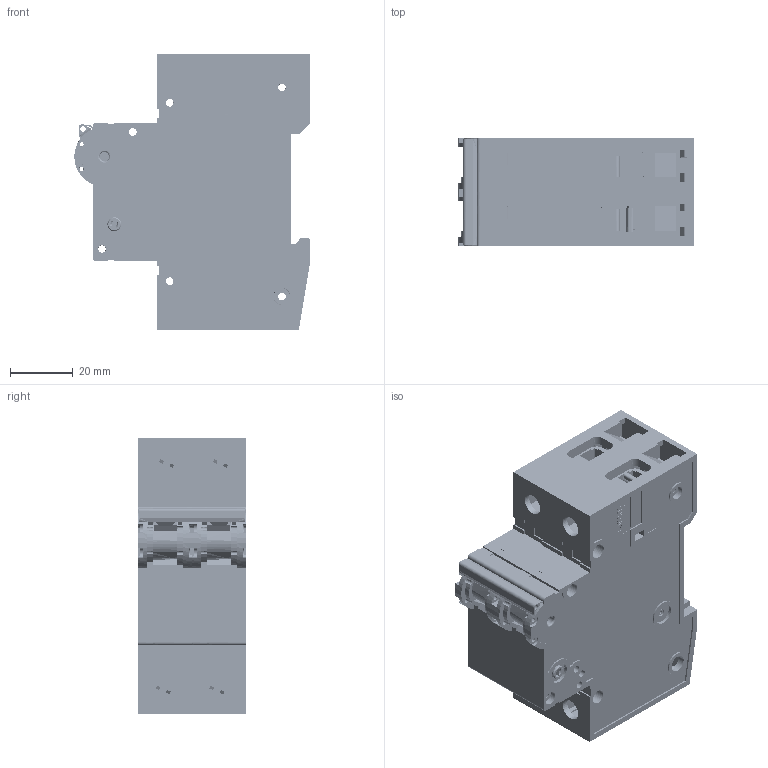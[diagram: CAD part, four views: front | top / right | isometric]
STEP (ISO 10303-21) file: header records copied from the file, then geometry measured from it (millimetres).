
FILE_DESCRIPTION(('FreeCAD Model'),'2;1');
FILE_NAME('Open CASCADE Shape Model','2025-05-09T17:25:42',('FreeCAD'),( 'FreeCAD'),'Open CASCADE STEP processor 7.6','FreeCAD','Unknown');
FILE_SCHEMA(('AUTOMOTIVE_DESIGN { 1 0 10303 214 1 1 1 1 }'));
Products named in the file (1): Open CASCADE STEP translator 7.6 1
Bounding box: 74.67 x 34.17 x 87.87 mm (x, y, z)
Volume: 82762 mm3; surface area: 113531.3 mm2
Topology: 67 solids, 67 shells, 6585 faces, 17701 edges, 11422 vertices
Faces by surface type: bspline 6585
Entity records: 204994 total; most frequent: CARTESIAN_POINT 100593, ORIENTED_EDGE 35402, EDGE_CURVE 17701, B_SPLINE_CURVE_WITH_KNOTS 14191, VERTEX_POINT 11422, FACE_BOUND 6999, EDGE_LOOP 6999, ADVANCED_FACE 6585
